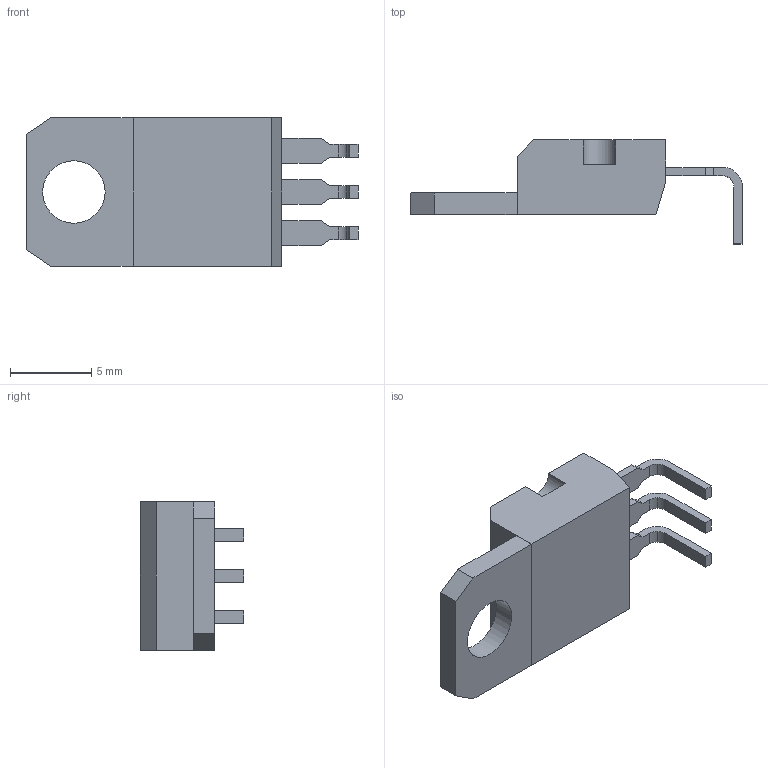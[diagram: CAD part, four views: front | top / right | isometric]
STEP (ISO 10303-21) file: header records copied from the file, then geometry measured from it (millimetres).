
FILE_DESCRIPTION(/* description */ (''),/* implementation_level */ '2;1');
FILE_NAME(/* name */ 'LM7805_horizontal v2.step',/* time_stamp */ '2019-11-26T14:06:50-03:00',/* author */ (''),/* organization */ (''),/* preprocessor_version */ 'ST-DEVELOPER v18',/* originating_system */ 'Autodesk Translation Framework v8.12.0.6',/* authorisation */ '');
FILE_SCHEMA (('AUTOMOTIVE_DESIGN { 1 0 10303 214 3 1 1 }'));
Length unit declared in the file: millimetre
Products named in the file (1): LM7805_horizontal
Bounding box: 20.46 x 6.41 x 9.15 mm (x, y, z)
Volume: 445.3 mm3; surface area: 534.6 mm2
Topology: 1 solids, 1 shells, 126 faces, 340 edges, 228 vertices
Faces by surface type: plane 76, bspline 34, cylinder 16
Full cylindrical faces by diameter (mm): 1.2 x1, 3.85 x1
Entity records: 6216 total; most frequent: CARTESIAN_POINT 3049, ORIENTED_EDGE 680, DIRECTION 494, EDGE_CURVE 340, LINE 236, VECTOR 236, VERTEX_POINT 228, EDGE_LOOP 140
